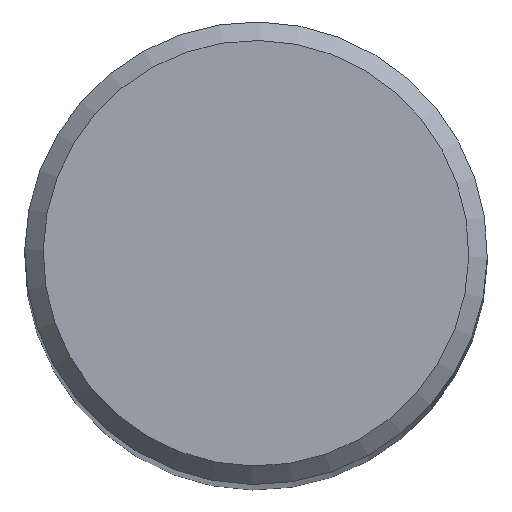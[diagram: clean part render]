
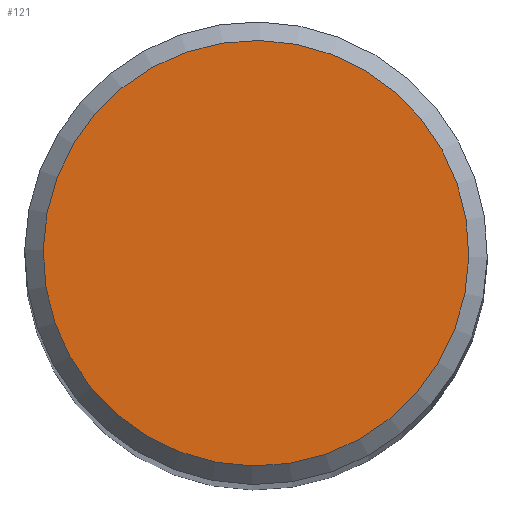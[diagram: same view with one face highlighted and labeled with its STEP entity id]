
A CAD part, top view. The second image highlights one B-rep face of the part: STEP entity #121.
In plain terms, the highlighted planar face has unit normal (0, 0, 1).
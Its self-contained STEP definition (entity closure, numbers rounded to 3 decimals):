
#108=PLANE('',#335);
#110=FACE_OUTER_BOUND('',#170,.T.);
#121=ADVANCED_FACE('',(#110),#108,.F.);
#170=EDGE_LOOP('',(#194));
#194=ORIENTED_EDGE('',*,*,#222,.F.);
#209=VERTEX_POINT('',#456);
#222=EDGE_CURVE('',#209,#209,#234,.T.);
#234=CIRCLE('',#334,11.495);
#334=AXIS2_PLACEMENT_3D('',#455,#395,#396);
#335=AXIS2_PLACEMENT_3D('',#457,#397,#398);
#395=DIRECTION('',(0.,0.,-1.));
#396=DIRECTION('',(-0.017,-1.,0.));
#397=DIRECTION('',(0.,0.,-1.));
#398=DIRECTION('',(-0.017,-1.,0.));
#455=CARTESIAN_POINT('',(0.,0.,0.));
#456=CARTESIAN_POINT('',(-0.192,-11.493,0.));
#457=CARTESIAN_POINT('',(0.,0.,0.));
